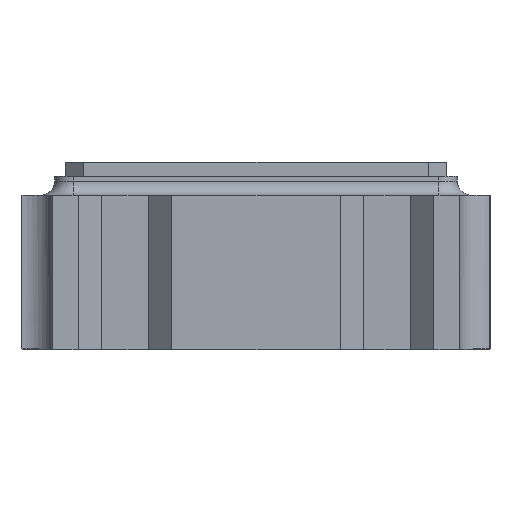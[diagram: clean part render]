
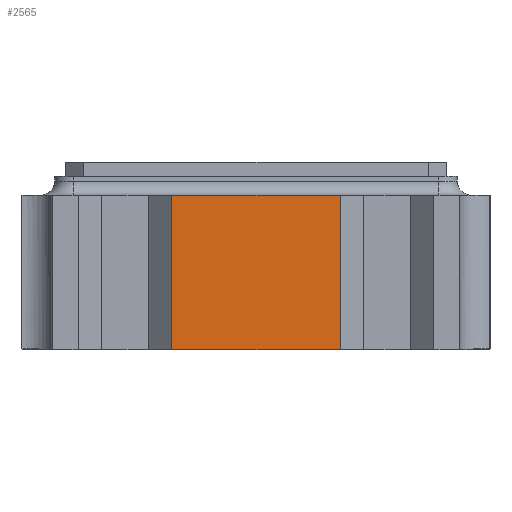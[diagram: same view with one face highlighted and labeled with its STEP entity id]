
A CAD part, left-side view. The second image highlights one B-rep face of the part: STEP entity #2565.
In plain terms, the highlighted planar face has unit normal (-1, 0, 0).
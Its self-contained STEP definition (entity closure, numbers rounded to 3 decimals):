
#1102 = VERTEX_POINT('',#1103);
#1103 = CARTESIAN_POINT('',(-0.9,3.,1.65));
#1109 = EDGE_CURVE('',#1102,#1110,#1112,.T.);
#1110 = VERTEX_POINT('',#1111);
#1111 = CARTESIAN_POINT('',(-0.9,1.2,1.65));
#1112 = LINE('',#1113,#1114);
#1113 = CARTESIAN_POINT('',(-0.9,-0.4,1.65));
#1114 = VECTOR('',#1115,1.);
#1115 = DIRECTION('',(0.,-1.,0.));
#2295 = VERTEX_POINT('',#2296);
#2296 = CARTESIAN_POINT('',(-0.9,1.2,0.));
#2302 = EDGE_CURVE('',#2303,#2295,#2305,.T.);
#2303 = VERTEX_POINT('',#2304);
#2304 = CARTESIAN_POINT('',(-0.9,3.,0.));
#2305 = LINE('',#2306,#2307);
#2306 = CARTESIAN_POINT('',(-0.9,-0.4,0.));
#2307 = VECTOR('',#2308,1.);
#2308 = DIRECTION('',(0.,-1.,0.));
#2565 = ADVANCED_FACE('',(#2566),#2582,.F.);
#2566 = FACE_BOUND('',#2567,.T.);
#2567 = EDGE_LOOP('',(#2568,#2569,#2575,#2576));
#2568 = ORIENTED_EDGE('',*,*,#1109,.F.);
#2569 = ORIENTED_EDGE('',*,*,#2570,.T.);
#2570 = EDGE_CURVE('',#1102,#2303,#2571,.T.);
#2571 = LINE('',#2572,#2573);
#2572 = CARTESIAN_POINT('',(-0.9,3.,2.));
#2573 = VECTOR('',#2574,1.);
#2574 = DIRECTION('',(0.,0.,-1.));
#2575 = ORIENTED_EDGE('',*,*,#2302,.T.);
#2576 = ORIENTED_EDGE('',*,*,#2577,.T.);
#2577 = EDGE_CURVE('',#2295,#1110,#2578,.T.);
#2578 = LINE('',#2579,#2580);
#2579 = CARTESIAN_POINT('',(-0.9,1.2,2.));
#2580 = VECTOR('',#2581,1.);
#2581 = DIRECTION('',(0.,0.,1.));
#2582 = PLANE('',#2583);
#2583 = AXIS2_PLACEMENT_3D('',#2584,#2585,#2586);
#2584 = CARTESIAN_POINT('',(-0.9,-0.4,2.));
#2585 = DIRECTION('',(1.,0.,0.));
#2586 = DIRECTION('',(0.,1.,0.));
